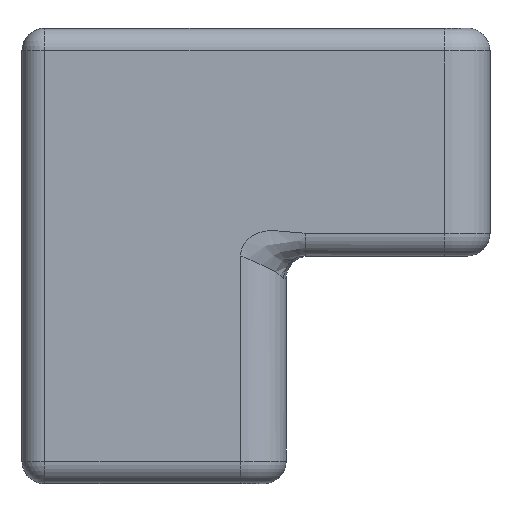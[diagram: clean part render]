
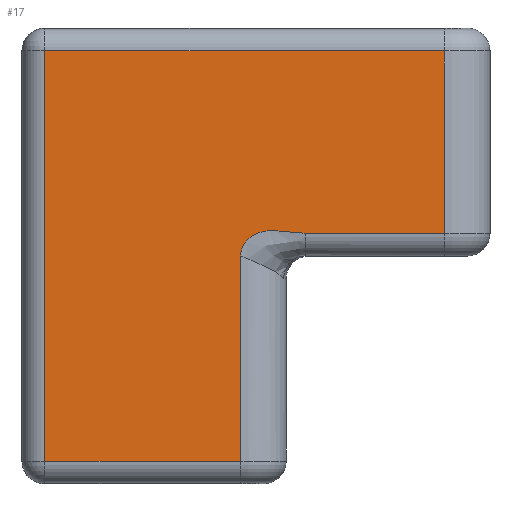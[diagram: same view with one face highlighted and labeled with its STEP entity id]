
A CAD part, left-side view. The second image highlights one B-rep face of the part: STEP entity #17.
In plain terms, the highlighted planar face has unit normal (-1, 0, 0).
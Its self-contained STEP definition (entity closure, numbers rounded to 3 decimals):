
#17 = ADVANCED_FACE('',(#18),#83,.T.);
#18 = FACE_BOUND('',#19,.T.);
#19 = EDGE_LOOP('',(#20,#30,#38,#46,#61,#69,#77));
#20 = ORIENTED_EDGE('',*,*,#21,.F.);
#21 = EDGE_CURVE('',#22,#24,#26,.T.);
#22 = VERTEX_POINT('',#23);
#23 = CARTESIAN_POINT('',(0.,19.546,-9.));
#24 = VERTEX_POINT('',#25);
#25 = CARTESIAN_POINT('',(0.,19.546,9.));
#26 = LINE('',#27,#28);
#27 = CARTESIAN_POINT('',(0.,19.546,0.));
#28 = VECTOR('',#29,1.);
#29 = DIRECTION('',(0.,0.,1.));
#30 = ORIENTED_EDGE('',*,*,#31,.F.);
#31 = EDGE_CURVE('',#32,#22,#34,.T.);
#32 = VERTEX_POINT('',#33);
#33 = CARTESIAN_POINT('',(0.,10.946,-9.));
#34 = LINE('',#35,#36);
#35 = CARTESIAN_POINT('',(0.,10.946,-9.));
#36 = VECTOR('',#37,1.);
#37 = DIRECTION('',(0.,1.,0.));
#38 = ORIENTED_EDGE('',*,*,#39,.F.);
#39 = EDGE_CURVE('',#40,#32,#42,.T.);
#40 = VERTEX_POINT('',#41);
#41 = CARTESIAN_POINT('',(0.,10.946,0.));
#42 = LINE('',#43,#44);
#43 = CARTESIAN_POINT('',(0.,10.946,0.));
#44 = VECTOR('',#45,1.);
#45 = DIRECTION('',(0.,0.,-1.));
#46 = ORIENTED_EDGE('',*,*,#47,.T.);
#47 = EDGE_CURVE('',#40,#48,#50,.T.);
#48 = VERTEX_POINT('',#49);
#49 = CARTESIAN_POINT('',(0.,8.118,1.));
#50 = B_SPLINE_CURVE_WITH_KNOTS('',9,(#51,#52,#53,#54,#55,#56,#57,#58,
    #59,#60),.UNSPECIFIED.,.F.,.F.,(10,10),(0.,1.),
  .PIECEWISE_BEZIER_KNOTS.);
#51 = CARTESIAN_POINT('',(0.,10.946,0.));
#52 = CARTESIAN_POINT('',(0.,10.946,
    0.382));
#53 = CARTESIAN_POINT('',(0.,10.783,
    0.763));
#54 = CARTESIAN_POINT('',(0.,10.447,
    1.067));
#55 = CARTESIAN_POINT('',(0.,10.011,
    1.184));
#56 = CARTESIAN_POINT('',(0.,9.635,
    1.178));
#57 = CARTESIAN_POINT('',(0.,9.25,
    1.136));
#58 = CARTESIAN_POINT('',(0.,8.881,
    1.058));
#59 = CARTESIAN_POINT('',(0.,8.499,1.));
#60 = CARTESIAN_POINT('',(0.,8.118,1.));
#61 = ORIENTED_EDGE('',*,*,#62,.T.);
#62 = EDGE_CURVE('',#48,#63,#65,.T.);
#63 = VERTEX_POINT('',#64);
#64 = CARTESIAN_POINT('',(0.,2.,1.));
#65 = LINE('',#66,#67);
#66 = CARTESIAN_POINT('',(0.,10.946,1.));
#67 = VECTOR('',#68,1.);
#68 = DIRECTION('',(0.,-1.,0.));
#69 = ORIENTED_EDGE('',*,*,#70,.T.);
#70 = EDGE_CURVE('',#63,#71,#73,.T.);
#71 = VERTEX_POINT('',#72);
#72 = CARTESIAN_POINT('',(0.,2.,9.));
#73 = LINE('',#74,#75);
#74 = CARTESIAN_POINT('',(0.,2.,0.));
#75 = VECTOR('',#76,1.);
#76 = DIRECTION('',(0.,0.,1.));
#77 = ORIENTED_EDGE('',*,*,#78,.F.);
#78 = EDGE_CURVE('',#24,#71,#79,.T.);
#79 = LINE('',#80,#81);
#80 = CARTESIAN_POINT('',(0.,19.546,9.));
#81 = VECTOR('',#82,1.);
#82 = DIRECTION('',(0.,-1.,0.));
#83 = PLANE('',#84);
#84 = AXIS2_PLACEMENT_3D('',#85,#86,#87);
#85 = CARTESIAN_POINT('',(0.,11.964,
    1.191));
#86 = DIRECTION('',(-1.,-0.,-0.));
#87 = DIRECTION('',(0.,0.,-1.));
